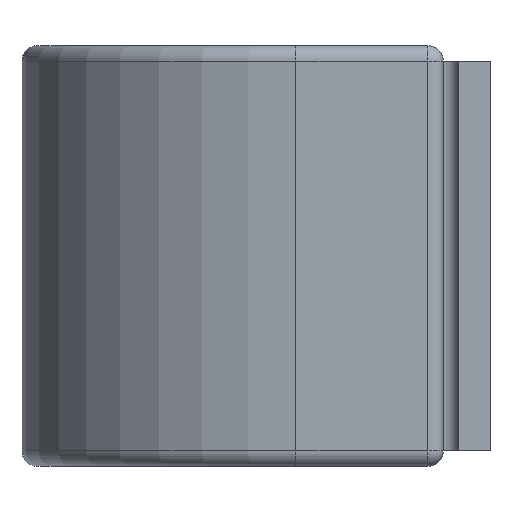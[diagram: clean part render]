
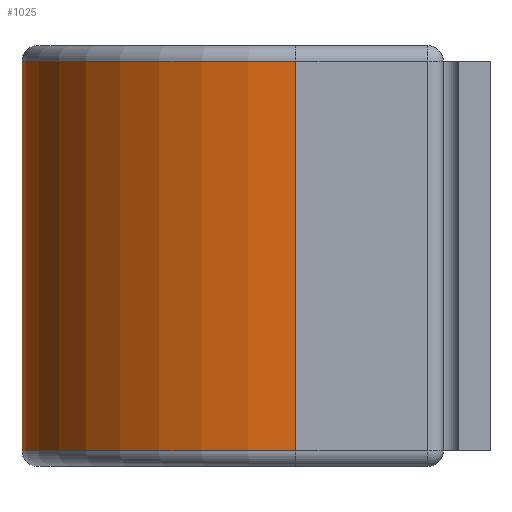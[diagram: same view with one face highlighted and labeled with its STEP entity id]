
A CAD part, left-side view. The second image highlights one B-rep face of the part: STEP entity #1025.
In plain terms, the highlighted cylindrical face has radius 13.424 mm (diameter 26.848 mm), a partial arc.
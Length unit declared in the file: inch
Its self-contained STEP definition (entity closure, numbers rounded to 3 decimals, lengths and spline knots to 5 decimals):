
#34 = CARTESIAN_POINT ( 'NONE',  ( 0.7835, 0.37475, -0.37625 ) ) ;
#35 = VECTOR ( 'NONE', #977, 39.37008 ) ;
#156 = ORIENTED_EDGE ( 'NONE', *, *, #1542, .F. ) ;
#173 = AXIS2_PLACEMENT_3D ( 'NONE', #323, #1419, #481 ) ;
#202 = LINE ( 'NONE', #403, #596 ) ;
#323 = CARTESIAN_POINT ( 'NONE',  ( 1.312, 0.37475, -0.37625 ) ) ;
#363 = VERTEX_POINT ( 'NONE', #1696 ) ;
#403 = CARTESIAN_POINT ( 'NONE',  ( 1.8405, 0.37475, -0.37625 ) ) ;
#429 = EDGE_LOOP ( 'NONE', ( #156, #1065, #876, #781 ) ) ;
#461 = DIRECTION ( 'NONE',  ( 0., 0., 1. ) ) ;
#469 = CARTESIAN_POINT ( 'NONE',  ( 1.8405, 0.37475, 0.37625 ) ) ;
#481 = DIRECTION ( 'NONE',  ( 1., 0., 0. ) ) ;
#538 = VERTEX_POINT ( 'NONE', #784 ) ;
#596 = VECTOR ( 'NONE', #697, 39.37008 ) ;
#685 = EDGE_CURVE ( 'NONE', #1405, #363, #1688, .T. ) ;
#697 = DIRECTION ( 'NONE',  ( 0., 0., 1. ) ) ;
#758 = CARTESIAN_POINT ( 'NONE',  ( 0.7835, 0.37475, -0.37625 ) ) ;
#781 = ORIENTED_EDGE ( 'NONE', *, *, #1772, .F. ) ;
#784 = CARTESIAN_POINT ( 'NONE',  ( 1.8405, 0.37475, -0.37625 ) ) ;
#820 = DIRECTION ( 'NONE',  ( 0., 0., 1. ) ) ;
#876 = ORIENTED_EDGE ( 'NONE', *, *, #685, .T. ) ;
#929 = AXIS2_PLACEMENT_3D ( 'NONE', #1396, #461, #1555 ) ;
#977 = DIRECTION ( 'NONE',  ( 0., 0., 1. ) ) ;
#1025 = ADVANCED_FACE ( 'NONE', ( #1190 ), #1413, .T. ) ;
#1065 = ORIENTED_EDGE ( 'NONE', *, *, #1827, .T. ) ;
#1190 = FACE_OUTER_BOUND ( 'NONE', #429, .T. ) ;
#1223 = CIRCLE ( 'NONE', #929, 0.5285 ) ;
#1245 = CIRCLE ( 'NONE', #173, 0.5285 ) ;
#1396 = CARTESIAN_POINT ( 'NONE',  ( 1.312, 0.37475, 0.37625 ) ) ;
#1405 = VERTEX_POINT ( 'NONE', #758 ) ;
#1413 = CYLINDRICAL_SURFACE ( 'NONE', #1568, 0.5285 ) ;
#1419 = DIRECTION ( 'NONE',  ( 0., 0., 1. ) ) ;
#1542 = EDGE_CURVE ( 'NONE', #538, #1800, #202, .T. ) ;
#1555 = DIRECTION ( 'NONE',  ( 1., 0., 0. ) ) ;
#1568 = AXIS2_PLACEMENT_3D ( 'NONE', #1752, #820, #1617 ) ;
#1617 = DIRECTION ( 'NONE',  ( 1., 0., 0. ) ) ;
#1688 = LINE ( 'NONE', #34, #35 ) ;
#1696 = CARTESIAN_POINT ( 'NONE',  ( 0.7835, 0.37475, 0.37625 ) ) ;
#1752 = CARTESIAN_POINT ( 'NONE',  ( 1.312, 0.37475, 0.375 ) ) ;
#1772 = EDGE_CURVE ( 'NONE', #1800, #363, #1223, .T. ) ;
#1800 = VERTEX_POINT ( 'NONE', #469 ) ;
#1827 = EDGE_CURVE ( 'NONE', #538, #1405, #1245, .T. ) ;
